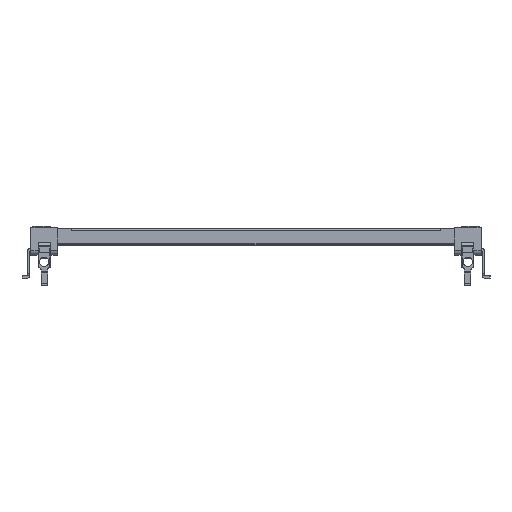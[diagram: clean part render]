
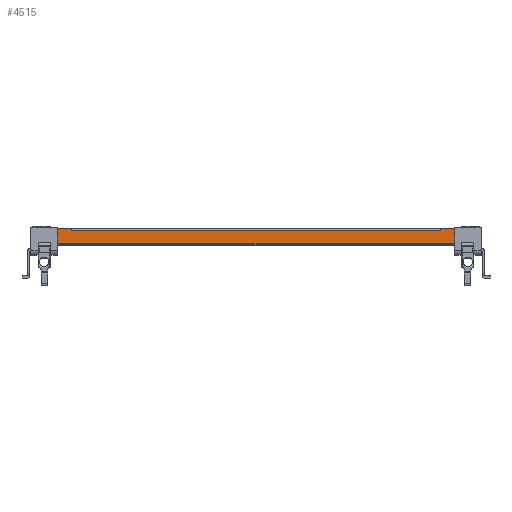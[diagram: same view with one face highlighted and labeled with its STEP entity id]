
A CAD part, front view. The second image highlights one B-rep face of the part: STEP entity #4515.
In plain terms, the highlighted planar face has unit normal (0, -1, 0).
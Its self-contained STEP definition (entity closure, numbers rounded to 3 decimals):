
#59 = CARTESIAN_POINT ( 'NONE',  ( 303.5, -840., 26. ) ) ;
#159 = CARTESIAN_POINT ( 'NONE',  ( 308., -840., 26. ) ) ;
#170 = ORIENTED_EDGE ( 'NONE', *, *, #999, .F. ) ;
#446 = CARTESIAN_POINT ( 'NONE',  ( 283., -840., 26. ) ) ;
#591 = CARTESIAN_POINT ( 'NONE',  ( -283., -840., 23.5 ) ) ;
#999 = EDGE_CURVE ( 'NONE', #1767, #8526, #5778, .T. ) ;
#1029 = CARTESIAN_POINT ( 'NONE',  ( 303.5, -840., 28. ) ) ;
#1092 = CARTESIAN_POINT ( 'NONE',  ( 308.45, -840., 3.5 ) ) ;
#1143 = CARTESIAN_POINT ( 'NONE',  ( -283., -840., 23.5 ) ) ;
#1392 = LINE ( 'NONE', #1029, #10039 ) ;
#1767 = VERTEX_POINT ( 'NONE', #8523 ) ;
#2185 = EDGE_LOOP ( 'NONE', ( #2957, #3637, #170, #5912, #6421, #4212, #9038, #6269 ) ) ;
#2276 = VERTEX_POINT ( 'NONE', #5631 ) ;
#2388 = CARTESIAN_POINT ( 'NONE',  ( -303.5, -840., 3.5 ) ) ;
#2560 = VECTOR ( 'NONE', #4451, 1000. ) ;
#2676 = LINE ( 'NONE', #159, #6583 ) ;
#2836 = VECTOR ( 'NONE', #5244, 1000. ) ;
#2957 = ORIENTED_EDGE ( 'NONE', *, *, #5477, .F. ) ;
#3022 = VERTEX_POINT ( 'NONE', #9138 ) ;
#3153 = DIRECTION ( 'NONE',  ( 0., 0., 1. ) ) ;
#3436 = EDGE_CURVE ( 'NONE', #4691, #3022, #3900, .T. ) ;
#3587 = DIRECTION ( 'NONE',  ( 0., 0., 1. ) ) ;
#3637 = ORIENTED_EDGE ( 'NONE', *, *, #4932, .T. ) ;
#3650 = VECTOR ( 'NONE', #7411, 1000. ) ;
#3884 = CARTESIAN_POINT ( 'NONE',  ( 308., -840., 26. ) ) ;
#3900 = LINE ( 'NONE', #6569, #3650 ) ;
#4091 = VECTOR ( 'NONE', #6400, 1000. ) ;
#4212 = ORIENTED_EDGE ( 'NONE', *, *, #5459, .T. ) ;
#4425 = EDGE_CURVE ( 'NONE', #10116, #1767, #9125, .T. ) ;
#4451 = DIRECTION ( 'NONE',  ( -1., 0., 0. ) ) ;
#4515 = ADVANCED_FACE ( 'NONE', ( #10577 ), #6470, .F. ) ;
#4668 = CARTESIAN_POINT ( 'NONE',  ( 283., -840., 23.5 ) ) ;
#4691 = VERTEX_POINT ( 'NONE', #2388 ) ;
#4720 = VERTEX_POINT ( 'NONE', #7421 ) ;
#4932 = EDGE_CURVE ( 'NONE', #4720, #8526, #1392, .T. ) ;
#5047 = LINE ( 'NONE', #8577, #2836 ) ;
#5244 = DIRECTION ( 'NONE',  ( 0., 0., 1. ) ) ;
#5459 = EDGE_CURVE ( 'NONE', #8130, #2276, #5047, .T. ) ;
#5475 = DIRECTION ( 'NONE',  ( 0., 0., 1. ) ) ;
#5477 = EDGE_CURVE ( 'NONE', #4720, #4691, #9230, .T. ) ;
#5590 = DIRECTION ( 'NONE',  ( 1., 0., 0. ) ) ;
#5631 = CARTESIAN_POINT ( 'NONE',  ( -283., -840., 26. ) ) ;
#5731 = EDGE_CURVE ( 'NONE', #8130, #10116, #8301, .T. ) ;
#5778 = LINE ( 'NONE', #3884, #4091 ) ;
#5912 = ORIENTED_EDGE ( 'NONE', *, *, #4425, .F. ) ;
#6269 = ORIENTED_EDGE ( 'NONE', *, *, #3436, .F. ) ;
#6400 = DIRECTION ( 'NONE',  ( 1., 0., 0. ) ) ;
#6421 = ORIENTED_EDGE ( 'NONE', *, *, #5731, .F. ) ;
#6470 = PLANE ( 'NONE',  #9613 ) ;
#6569 = CARTESIAN_POINT ( 'NONE',  ( -303.5, -840., 28. ) ) ;
#6583 = VECTOR ( 'NONE', #6868, 1000. ) ;
#6593 = EDGE_CURVE ( 'NONE', #3022, #2276, #2676, .T. ) ;
#6868 = DIRECTION ( 'NONE',  ( 1., 0., 0. ) ) ;
#6900 = VECTOR ( 'NONE', #5475, 1000. ) ;
#7311 = CARTESIAN_POINT ( 'NONE',  ( -342.5, -840., 2.5 ) ) ;
#7411 = DIRECTION ( 'NONE',  ( 0., 0., 1. ) ) ;
#7421 = CARTESIAN_POINT ( 'NONE',  ( 303.5, -840., 3.5 ) ) ;
#8130 = VERTEX_POINT ( 'NONE', #1143 ) ;
#8150 = DIRECTION ( 'NONE',  ( 0., 1., 0. ) ) ;
#8301 = LINE ( 'NONE', #591, #10552 ) ;
#8523 = CARTESIAN_POINT ( 'NONE',  ( 283., -840., 26. ) ) ;
#8526 = VERTEX_POINT ( 'NONE', #59 ) ;
#8577 = CARTESIAN_POINT ( 'NONE',  ( -283., -840., 26. ) ) ;
#9038 = ORIENTED_EDGE ( 'NONE', *, *, #6593, .F. ) ;
#9125 = LINE ( 'NONE', #446, #6900 ) ;
#9138 = CARTESIAN_POINT ( 'NONE',  ( -303.5, -840., 26. ) ) ;
#9230 = LINE ( 'NONE', #1092, #2560 ) ;
#9613 = AXIS2_PLACEMENT_3D ( 'NONE', #7311, #8150, #3153 ) ;
#10039 = VECTOR ( 'NONE', #3587, 1000. ) ;
#10116 = VERTEX_POINT ( 'NONE', #4668 ) ;
#10552 = VECTOR ( 'NONE', #5590, 1000. ) ;
#10577 = FACE_OUTER_BOUND ( 'NONE', #2185, .T. ) ;
